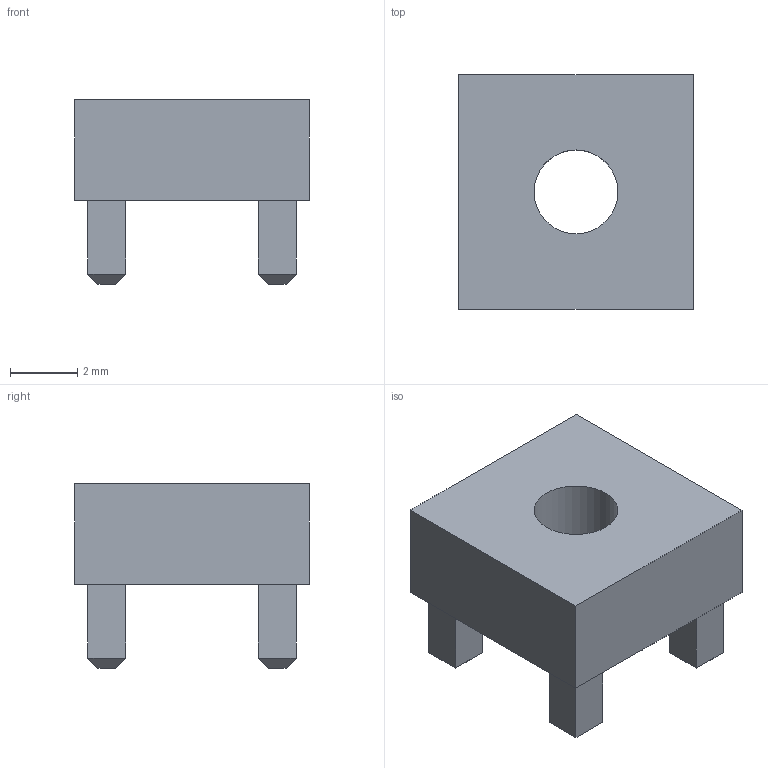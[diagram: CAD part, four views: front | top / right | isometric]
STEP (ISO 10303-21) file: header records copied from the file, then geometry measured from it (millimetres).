
FILE_DESCRIPTION (( 'STEP AP203' ), '1' );
FILE_NAME ('98216-B.STEP', '2016-03-09T15:33:58', ( 'Anwender' ), ( '' ), 'SwSTEP 2.0', 'SolidWorks 2015', '' );
FILE_SCHEMA (( 'CONFIG_CONTROL_DESIGN' ));
Length unit declared in the file: millimetre
Products named in the file (1): 98216-B
Bounding box: 7 x 7 x 5.5 mm (x, y, z)
Volume: 144.4 mm3; surface area: 237.2 mm2
Topology: 1 solids, 1 shells, 43 faces, 95 edges, 58 vertices
Faces by surface type: plane 42, cylinder 1
Full cylindrical faces by diameter (mm): 2.5 x1
Entity records: 1219 total; most frequent: CARTESIAN_POINT 196, ORIENTED_EDGE 188, DIRECTION 184, EDGE_CURVE 94, LINE 92, VECTOR 92, VERTEX_POINT 58, EDGE_LOOP 50
